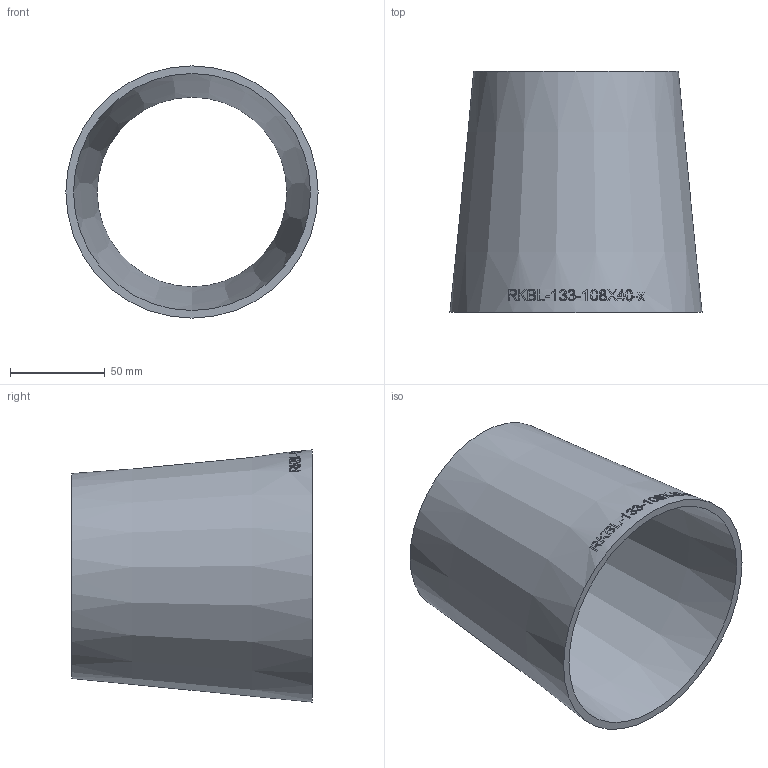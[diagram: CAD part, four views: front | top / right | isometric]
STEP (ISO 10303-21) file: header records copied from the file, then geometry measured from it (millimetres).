
FILE_DESCRIPTION (( 'STEP AP214' ), '1' );
FILE_NAME ('RKBL-133-108X40-x Reduzierung aus Blech 2006.STEP', '2020-06-10T10:37:15', ( '' ), ( '' ), 'SwSTEP 2.0', 'SolidWorks 2019', '' );
FILE_SCHEMA (( 'AUTOMOTIVE_DESIGN' ));
Length unit declared in the file: millimetre
Products named in the file (1): RKBL-133-108X40-x Reduzierung aus Blech 2006
Bounding box: 133 x 127 x 133 mm (x, y, z)
Volume: 186747.6 mm3; surface area: 96350.8 mm2
Topology: 1 solids, 1 shells, 226 faces, 597 edges, 398 vertices
Faces by surface type: bspline 197, cone 27, plane 2
Entity records: 28648 total; most frequent: CARTESIAN_POINT 22414, ORIENTED_EDGE 1190, EDGE_CURVE 595, B_SPLINE_CURVE_WITH_KNOTS 591, VERTEX_POINT 398, EDGE_LOOP 255, FACE_OUTER_BOUND 226, ADVANCED_FACE 226
